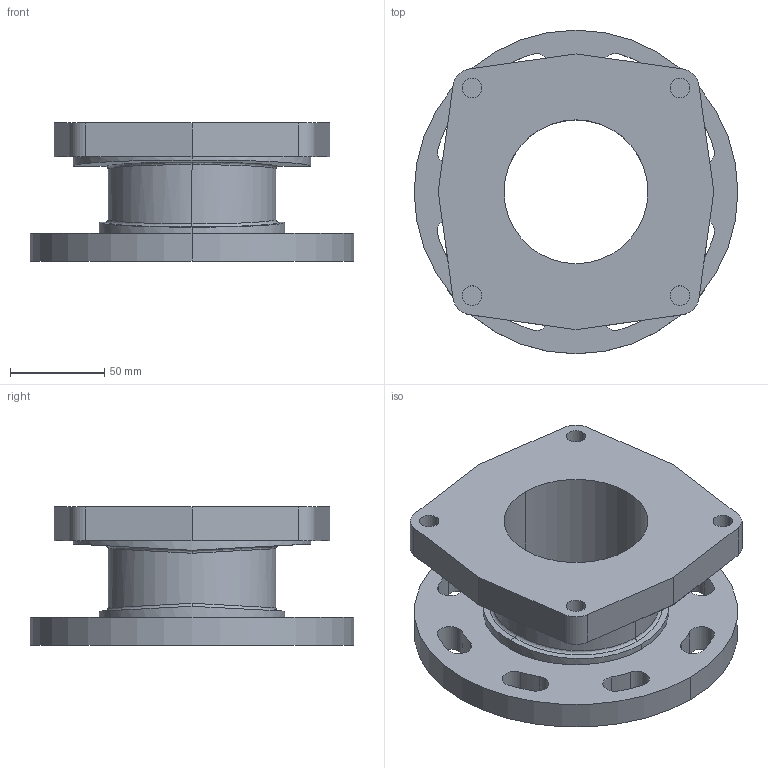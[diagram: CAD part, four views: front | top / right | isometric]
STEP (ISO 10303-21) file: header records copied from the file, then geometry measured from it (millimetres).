
FILE_DESCRIPTION((''),'2;1');
FILE_NAME('D40002','2012-01-23T',('sobri'),(''),'PRO/ENGINEER BY PARAMETRIC TECHNOLOGY CORPORATION, 2011180','PRO/ENGINEER BY PARAMETRIC TECHNOLOGY CORPORATION, 2011180','');
FILE_SCHEMA(('CONFIG_CONTROL_DESIGN'));
Length unit declared in the file: inch
Products named in the file (1): D40002
Bounding box: 171.45 x 171.45 x 73.15 mm (x, y, z)
Volume: 574862.8 mm3; surface area: 112271.3 mm2
Topology: 1 solids, 1 shells, 82 faces, 224 edges, 146 vertices
Faces by surface type: cylinder 58, plane 16, bspline 8
Entity records: 3570 total; most frequent: CARTESIAN_POINT 1398, ORIENTED_EDGE 448, DIRECTION 442, EDGE_CURVE 224, AXIS2_PLACEMENT_3D 178, VERTEX_POINT 146, EDGE_LOOP 110, CIRCLE 104
